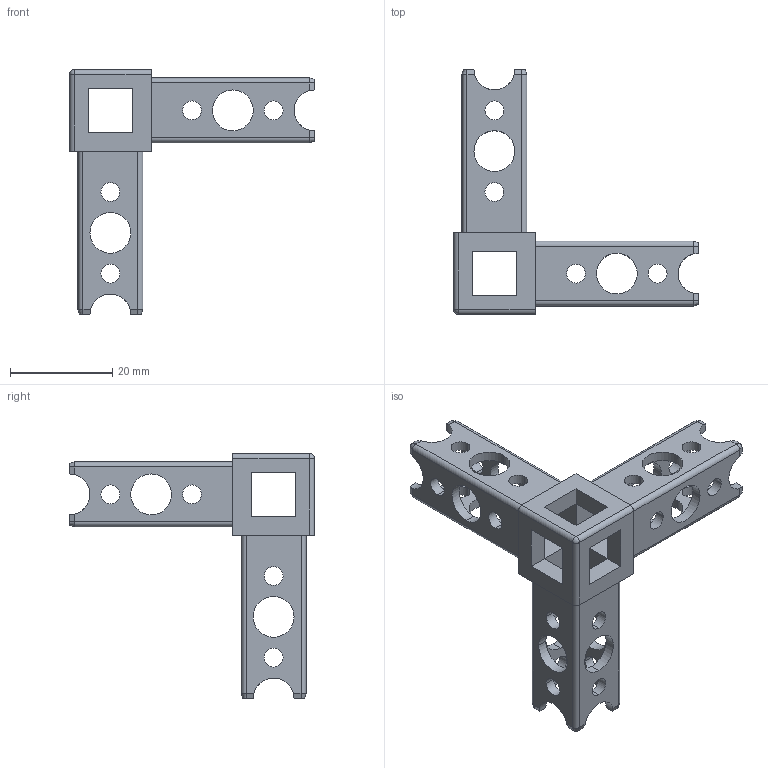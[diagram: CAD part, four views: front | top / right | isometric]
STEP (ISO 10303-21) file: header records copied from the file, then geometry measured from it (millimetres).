
FILE_DESCRIPTION (( 'STEP AP214' ), '1' );
FILE_NAME ('40212_TXP-3-way Beam Connector.STEP', '2017-03-28T20:14:58', ( '' ), ( '' ), 'SwSTEP 2.0', 'SolidWorks 2016', '' );
FILE_SCHEMA (( 'AUTOMOTIVE_DESIGN' ));
Length unit declared in the file: millimetre
Products named in the file (2): 40212_TXP-3-way Beam Connector
Bounding box: 48 x 48 x 48 mm (x, y, z)
Volume: 7589.5 mm3; surface area: 8830.5 mm2
Topology: 1 solids, 1 shells, 194 faces, 538 edges, 341 vertices
Faces by surface type: cylinder 103, plane 78, cone 12, sphere 1
Entity records: 8558 total; most frequent: CARTESIAN_POINT 1146, DIRECTION 1123, ORIENTED_EDGE 1074, EDGE_CURVE 537, AXIS2_PLACEMENT_3D 414, VERTEX_POINT 341, VECTOR 295, LINE 295
